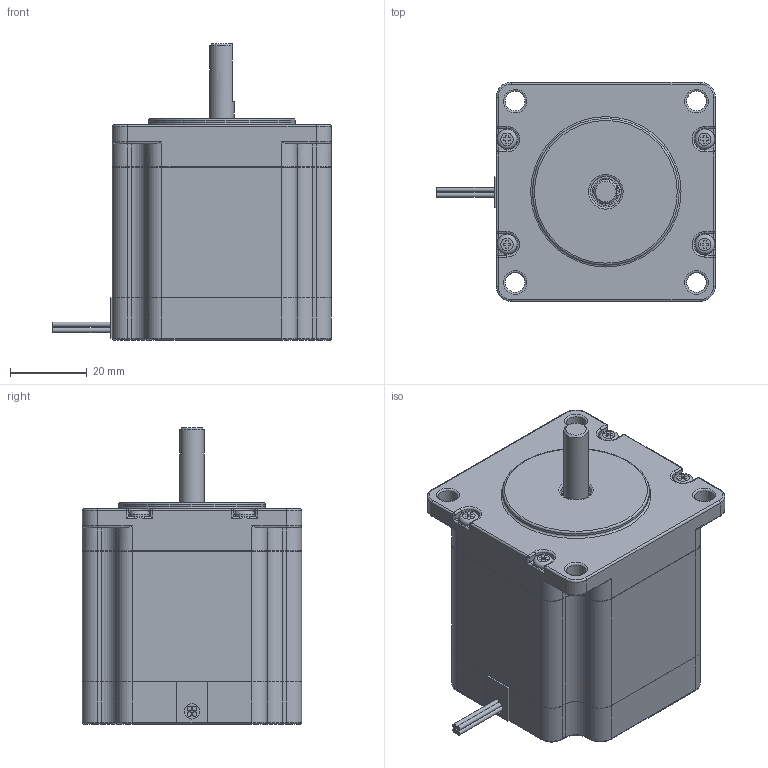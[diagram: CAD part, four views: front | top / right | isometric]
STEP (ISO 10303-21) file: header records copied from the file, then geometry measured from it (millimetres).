
FILE_DESCRIPTION(/* description */ ('STEP AP242','CAx-IF Rec.Pracs.---Representation and Presentation of Product Manufacturing Information (PMI)---4.0---2014-10-13','CAx-IF Rec.Pracs.---3D Tessellated Geometry---0.4---2014-09-14','2;1'),/* implementation_level */ '2;1');
FILE_NAME(/* name */ '67e4a13381834f5444d7dc1a',/* time_stamp */ '2025-03-27T00:52:04Z',/* author */ (''),/* organization */ (''),/* preprocessor_version */ 'ST-DEVELOPER v20',/* originating_system */ 'ONSHAPE BY PTC INC, 1.195',/* authorisation */ ' ');
FILE_SCHEMA (('AP242_MANAGED_MODEL_BASED_3D_ENGINEERING_MIM_LF { 1 0 10303 442 1 1 4 }'));
Length unit declared in the file: metre
Products named in the file (1): 23HS22-2804S
Bounding box: 72.5 x 57 x 77 mm (x, y, z)
Volume: 166696.6 mm3; surface area: 19452.3 mm2
Topology: 1 solids, 1 shells, 402 faces, 1005 edges, 616 vertices
Faces by surface type: cylinder 184, plane 156, torus 40, bspline 12, sphere 8, cone 2
Full cylindrical faces by diameter (mm): 1.247 x4, 4 x1, 5.1 x4, 5.2 x4, 6.35 x2, 7 x2, 8 x2, 38.1 x1
Entity records: 13314 total; most frequent: CARTESIAN_POINT 3353, DIRECTION 2006, ORIENTED_EDGE 1888, EDGE_CURVE 944, AXIS2_PLACEMENT_3D 735, VERTEX_POINT 596, LINE 536, VECTOR 536
